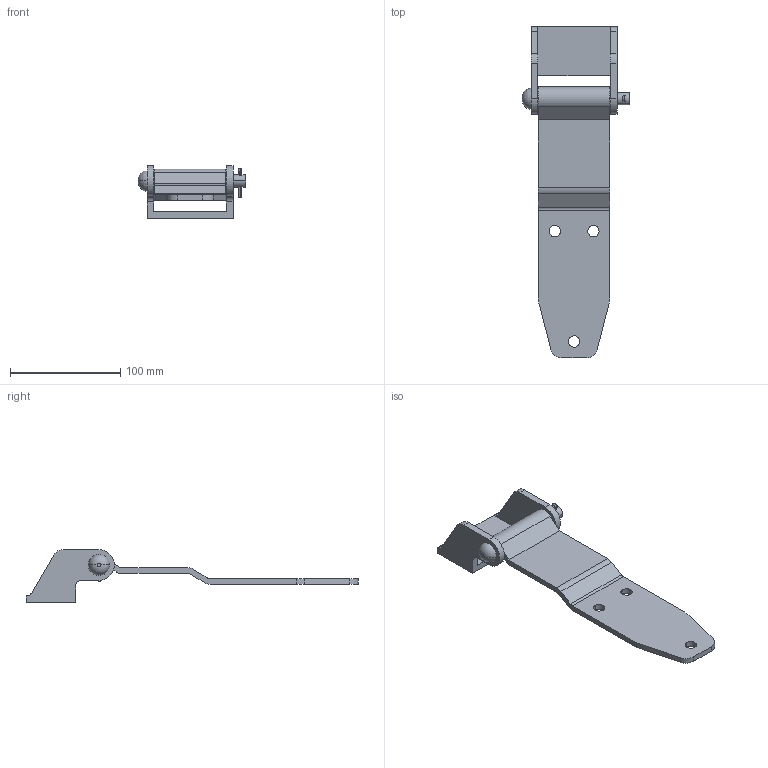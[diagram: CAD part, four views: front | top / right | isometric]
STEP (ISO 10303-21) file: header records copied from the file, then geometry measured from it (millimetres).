
FILE_DESCRIPTION (( 'STEP AP203' ), '1' );
FILE_NAME ('B-1883.STEP', '2009-09-15T02:46:00', ( ' ' ), ( ' ' ), 'SwSTEP 2.0', 'SolidWorks 2007', '' );
FILE_SCHEMA (( 'CONFIG_CONTROL_DESIGN' ));
Length unit declared in the file: millimetre
Products named in the file (5): B-1883僸儞僕儀乕僗__棉太倌; B-1883塇崻__棉太倌; B-1883僸儞僕僺儞__棉太倌; 妱傝僺儞丂屇傃3_僗僩儗乕僩L22; B-1883
Assembly tree (4 placements, depth 2):
  B-1883
    妱傝僺儞丂屇傃3_僗僩儗乕僩L22
    B-1883塇崻__棉太倌
    B-1883僸儞僕僺儞__棉太倌
    B-1883僸儞僕儀乕僗__棉太倌
Bounding box: 97.5 x 301 x 48 mm (x, y, z)
Volume: 142193.8 mm3; surface area: 60529.1 mm2
Topology: 4 solids, 4 shells, 98 faces, 251 edges, 162 vertices
Faces by surface type: cylinder 48, plane 38, torus 12
Entity records: 3650 total; most frequent: CARTESIAN_POINT 622, DIRECTION 573, ORIENTED_EDGE 502, EDGE_CURVE 251, AXIS2_PLACEMENT_3D 221, VERTEX_POINT 162, VECTOR 131, LINE 131
